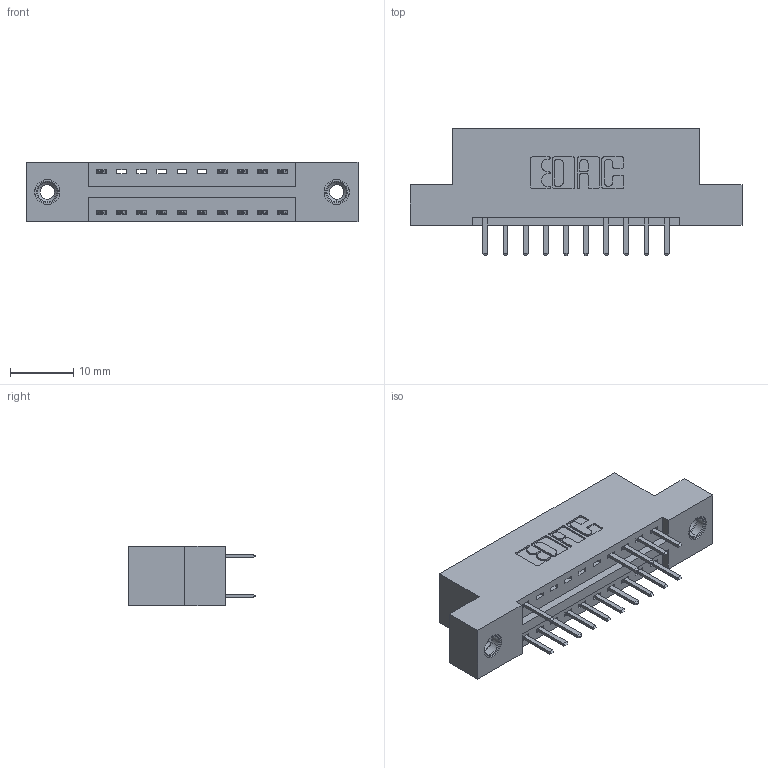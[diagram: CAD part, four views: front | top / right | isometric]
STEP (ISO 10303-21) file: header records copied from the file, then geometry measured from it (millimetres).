
FILE_DESCRIPTION (( 'STEP AP203' ), '1' );
FILE_NAME ('346-020-520-208.STEP', '2018-08-20T11:04:46', ( '' ), ( '' ), 'SwSTEP 2.0', 'SolidWorks 2016', '' );
FILE_SCHEMA (( 'CONFIG_CONTROL_DESIGN' ));
Length unit declared in the file: inch
Products named in the file (4): 345-292-001_345-293-120; 345-250-001_345-250-003-102; 346-020-520-208; 346 Part_Flush Mounting Lugs - 0.156 Dia-TI
Assembly tree (18 placements, depth 2):
  346-020-520-208
    346 Part_Flush Mounting Lugs - 0.156 Dia-TI
    345-292-001_345-293-120  x15
    345-250-001_345-250-003-102  x2
Bounding box: 52.32 x 20.02 x 9.4 mm (x, y, z)
Volume: 4795.6 mm3; surface area: 5834 mm2
Topology: 18 solids, 18 shells, 1052 faces, 3015 edges, 1962 vertices
Faces by surface type: plane 688, cylinder 348, cone 12, torus 4
Entity records: 11974 total; most frequent: CARTESIAN_POINT 2034, ORIENTED_EDGE 1954, DIRECTION 1853, EDGE_CURVE 977, LINE 781, VECTOR 781, VERTEX_POINT 644, AXIS2_PLACEMENT_3D 536
